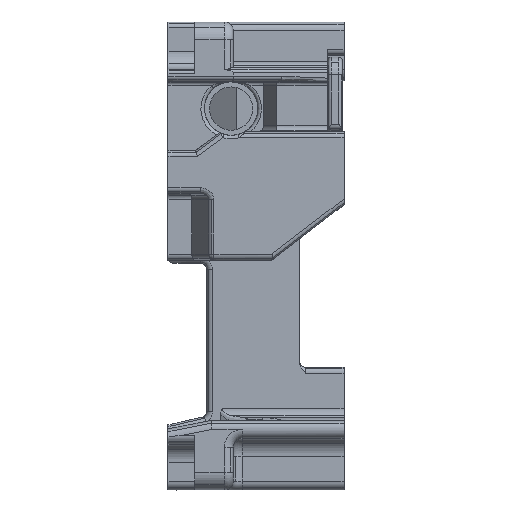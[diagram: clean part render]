
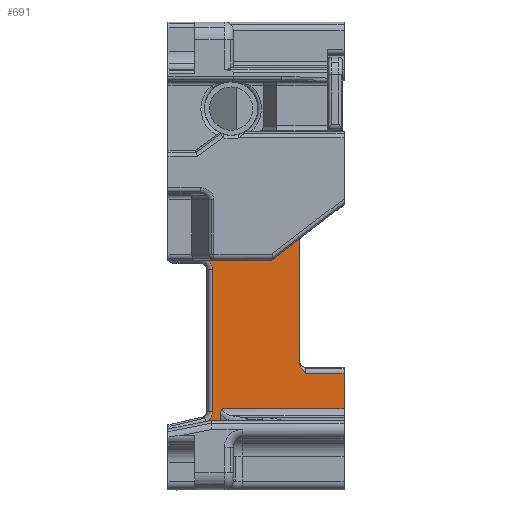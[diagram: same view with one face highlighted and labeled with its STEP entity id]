
A CAD part, left-side view. The second image highlights one B-rep face of the part: STEP entity #691.
In plain terms, the highlighted planar face has unit normal (-1, 0, 0).
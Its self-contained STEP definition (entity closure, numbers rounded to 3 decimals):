
#691=ADVANCED_FACE('0:30313',(#2215),#2216,.F.);
#2215=FACE_OUTER_BOUND('',#20323,.T.);
#2216=PLANE('',#20324);
#20323=EDGE_LOOP('',(#29764,#29765,#29766,#29767,#29768,#29769,#29770,#29771,#29772,#29773,#29774,#29775,#29776,#29777,#29778,#29779,#29780));
#20324=AXIS2_PLACEMENT_3D('',#29781,#29782,#29783);
#29764=ORIENTED_EDGE('',*,*,#32526,.F.);
#29765=ORIENTED_EDGE('',*,*,#33667,.T.);
#29766=ORIENTED_EDGE('',*,*,#33863,.F.);
#29767=ORIENTED_EDGE('',*,*,#33670,.F.);
#29768=ORIENTED_EDGE('',*,*,#33862,.F.);
#29769=ORIENTED_EDGE('',*,*,#33864,.T.);
#29770=ORIENTED_EDGE('',*,*,#33865,.F.);
#29771=ORIENTED_EDGE('',*,*,#33596,.F.);
#29772=ORIENTED_EDGE('',*,*,#32601,.F.);
#29773=ORIENTED_EDGE('',*,*,#33589,.F.);
#29774=ORIENTED_EDGE('',*,*,#32605,.F.);
#29775=ORIENTED_EDGE('',*,*,#33583,.F.);
#29776=ORIENTED_EDGE('',*,*,#33579,.F.);
#29777=ORIENTED_EDGE('',*,*,#33578,.T.);
#29778=ORIENTED_EDGE('',*,*,#33575,.F.);
#29779=ORIENTED_EDGE('',*,*,#33657,.F.);
#29780=ORIENTED_EDGE('',*,*,#33866,.F.);
#29781=CARTESIAN_POINT('',(82.75,-27.55,35.94));
#29782=DIRECTION('',(1.0,0.0,0.0));
#29783=DIRECTION('',(0.0,-1.0,0.0));
#32526=EDGE_CURVE('0:33169',#35334,#35336,#35337,.T.);
#32601=EDGE_CURVE('0:32914',#35484,#35486,#35487,.T.);
#32605=EDGE_CURVE('0:32896',#35492,#35494,#35495,.T.);
#33575=EDGE_CURVE('0:32851',#37035,#37036,#37037,.F.);
#33578=EDGE_CURVE('0:32860',#36904,#37036,#37040,.T.);
#33579=EDGE_CURVE('0:32863',#36904,#37041,#37042,.T.);
#33583=EDGE_CURVE('0:32878',#37041,#35492,#37046,.T.);
#33589=EDGE_CURVE('0:32899',#35494,#35484,#37053,.T.);
#33596=EDGE_CURVE('0:32923',#35486,#37059,#37062,.T.);
#33657=EDGE_CURVE('0:33163',#37142,#37035,#37144,.T.);
#33667=EDGE_CURVE('0:33202',#35334,#37157,#37158,.F.);
#33670=EDGE_CURVE('0:33217',#37160,#37162,#37163,.T.);
#33862=EDGE_CURVE('0:33943',#37419,#37160,#37421,.T.);
#33863=EDGE_CURVE('0:33946',#37162,#37157,#37422,.F.);
#33864=EDGE_CURVE('0:33949',#37419,#37423,#37424,.T.);
#33865=EDGE_CURVE('0:33952',#37059,#37423,#37425,.T.);
#33866=EDGE_CURVE('0:33955',#35336,#37142,#37426,.F.);
#35334=VERTEX_POINT('',#40071);
#35336=VERTEX_POINT('',#40073);
#35337=LINE('',#40074,#40075);
#35484=VERTEX_POINT('',#40387);
#35486=VERTEX_POINT('',#40389);
#35487=LINE('',#40390,#40391);
#35492=VERTEX_POINT('',#40397);
#35494=VERTEX_POINT('',#40399);
#35495=LINE('',#40400,#40401);
#36904=VERTEX_POINT('',#43645);
#37035=VERTEX_POINT('',#44211);
#37036=VERTEX_POINT('',#44212);
#37037=B_SPLINE_CURVE_WITH_KNOTS('',3,(#44213,#44214,#44215,#44216,#44217,#44218,#44219,#44220,#44221,#44222,#44223,#44224),.UNSPECIFIED.,.F.,.F.,(4,2,2,2,2,4),(0.0,0.,0.,0.001,0.001,0.001),.UNSPECIFIED.);
#37040=LINE('',#44261,#44262);
#37041=VERTEX_POINT('',#44263);
#37042=LINE('',#44264,#44265);
#37046=LINE('',#44271,#44272);
#37053=CIRCLE('',#44304,2.0);
#37059=VERTEX_POINT('',#44317);
#37062=CIRCLE('',#44320,2.);
#37142=VERTEX_POINT('',#44438);
#37144=LINE('',#44440,#44441);
#37157=VERTEX_POINT('',#44457);
#37158=B_SPLINE_CURVE_WITH_KNOTS('',3,(#44458,#44459,#44460,#44461,#44462,#44463,#44464,#44465,#44466,#44467,#44468,#44469,#44470,#44471,#44472,#44473),.UNSPECIFIED.,.F.,.F.,(4,3,3,3,3,4),(0.005,0.006,0.006,0.007,0.007,0.007),.UNSPECIFIED.);
#37160=VERTEX_POINT('',#44475);
#37162=VERTEX_POINT('',#44477);
#37163=LINE('',#44478,#44479);
#37419=VERTEX_POINT('',#45143);
#37421=ELLIPSE('',#45156,3.438,2.0);
#37422=LINE('',#45157,#45158);
#37423=VERTEX_POINT('',#45159);
#37424=LINE('',#45160,#45161);
#37425=LINE('',#45162,#45163);
#37426=LINE('',#45164,#45165);
#40071=CARTESIAN_POINT('',(82.75,-26.48,19.502));
#40073=CARTESIAN_POINT('',(82.75,-32.98,19.502));
#40074=CARTESIAN_POINT('',(82.75,-27.765,19.502));
#40075=VECTOR('',#47896,1.0);
#40387=CARTESIAN_POINT('',(82.75,-10.8,13.0));
#40389=CARTESIAN_POINT('',(82.75,-10.8,36.995));
#40390=CARTESIAN_POINT('',(82.75,-10.8,20.095));
#40391=VECTOR('',#48026,1.0);
#40397=CARTESIAN_POINT('',(82.75,-3.3,9.752));
#40399=CARTESIAN_POINT('',(82.75,-9.754,11.242));
#40400=CARTESIAN_POINT('',(82.75,-32.571,16.51));
#40401=VECTOR('',#48034,1.0);
#43645=CARTESIAN_POINT('',(82.75,-12.187,4.8));
#44211=CARTESIAN_POINT('',(82.75,-12.449,13.5));
#44212=CARTESIAN_POINT('',(82.75,-12.187,12.71));
#44213=CARTESIAN_POINT('',(82.75,-12.187,12.71));
#44214=CARTESIAN_POINT('',(82.75,-12.187,12.734));
#44215=CARTESIAN_POINT('',(82.75,-12.188,12.758));
#44216=CARTESIAN_POINT('',(82.75,-12.192,12.86));
#44217=CARTESIAN_POINT('',(82.75,-12.202,12.937));
#44218=CARTESIAN_POINT('',(82.75,-12.234,13.082));
#44219=CARTESIAN_POINT('',(82.75,-12.254,13.148));
#44220=CARTESIAN_POINT('',(82.75,-12.336,13.352));
#44221=CARTESIAN_POINT('',(82.75,-12.404,13.445));
#44222=CARTESIAN_POINT('',(82.75,-12.447,13.498));
#44223=CARTESIAN_POINT('',(82.75,-12.448,13.499));
#44224=CARTESIAN_POINT('',(82.75,-12.449,13.5));
#44261=CARTESIAN_POINT('',(82.75,-12.187,23.97));
#44262=VECTOR('',#49720,1.0);
#44263=CARTESIAN_POINT('',(82.75,-3.3,4.8));
#44264=CARTESIAN_POINT('',(82.75,-17.425,4.8));
#44265=VECTOR('',#49721,1.0);
#44271=CARTESIAN_POINT('',(82.75,-3.3,8.125));
#44272=VECTOR('',#49727,1.0);
#44304=AXIS2_PLACEMENT_3D('',#49736,#49737,#49738);
#44317=CARTESIAN_POINT('',(82.75,-8.8,38.995));
#44320=AXIS2_PLACEMENT_3D('',#49752,#49753,#49754);
#44438=CARTESIAN_POINT('',(82.75,-32.98,13.5));
#44440=CARTESIAN_POINT('',(82.75,-30.515,13.5));
#44441=VECTOR('',#49859,1.0);
#44457=CARTESIAN_POINT('',(82.75,-25.48,21.234));
#44458=CARTESIAN_POINT('',(82.75,-25.48,21.234));
#44459=CARTESIAN_POINT('',(82.75,-25.48,21.055));
#44460=CARTESIAN_POINT('',(82.75,-25.521,20.856));
#44461=CARTESIAN_POINT('',(82.75,-25.591,20.677));
#44462=CARTESIAN_POINT('',(82.75,-25.627,20.584));
#44463=CARTESIAN_POINT('',(82.75,-25.669,20.499));
#44464=CARTESIAN_POINT('',(82.75,-25.716,20.417));
#44465=CARTESIAN_POINT('',(82.75,-25.85,20.181));
#44466=CARTESIAN_POINT('',(82.75,-26.046,19.948));
#44467=CARTESIAN_POINT('',(82.75,-26.246,19.74));
#44468=CARTESIAN_POINT('',(82.75,-26.323,19.659));
#44469=CARTESIAN_POINT('',(82.75,-26.4,19.582));
#44470=CARTESIAN_POINT('',(82.75,-26.474,19.509));
#44471=CARTESIAN_POINT('',(82.75,-26.476,19.507));
#44472=CARTESIAN_POINT('',(82.75,-26.478,19.504));
#44473=CARTESIAN_POINT('',(82.75,-26.48,19.502));
#44475=CARTESIAN_POINT('',(82.75,-5.652,47.352));
#44477=CARTESIAN_POINT('',(82.75,-25.48,47.352));
#44478=CARTESIAN_POINT('',(82.75,-30.265,47.352));
#44479=VECTOR('',#49887,1.0);
#45143=CARTESIAN_POINT('',(82.75,-3.3,48.162));
#45156=AXIS2_PLACEMENT_3D('',#50240,#50241,#50242);
#45157=CARTESIAN_POINT('',(82.75,-25.48,53.22));
#45158=VECTOR('',#50243,1.0);
#45159=CARTESIAN_POINT('',(82.75,-3.3,38.995));
#45160=CARTESIAN_POINT('',(82.75,-3.3,53.07));
#45161=VECTOR('',#50244,1.0);
#45162=CARTESIAN_POINT('',(82.75,-3.3,38.995));
#45163=VECTOR('',#50245,1.0);
#45164=CARTESIAN_POINT('',(82.75,-32.98,53.22));
#45165=VECTOR('',#50246,1.0);
#47896=DIRECTION('',(0.0,-1.0,0.0));
#48026=DIRECTION('',(0.0,0.0,1.0));
#48034=DIRECTION('',(0.0,-0.974,0.225));
#49720=DIRECTION('',(0.0,0.0,1.0));
#49721=DIRECTION('',(0.0,1.0,0.0));
#49727=DIRECTION('',(0.0,0.0,1.0));
#49736=CARTESIAN_POINT('',(82.75,-8.8,13.0));
#49737=DIRECTION('',(-1.0,0.,0.));
#49738=DIRECTION('',(0.,-1.0,0.));
#49752=CARTESIAN_POINT('',(82.75,-8.8,36.995));
#49753=DIRECTION('',(-1.0,0.0,0.0));
#49754=DIRECTION('',(0.0,1.0,0.0));
#49859=DIRECTION('',(0.0,1.0,0.0));
#49887=DIRECTION('',(-0.0,-1.0,-0.0));
#50240=CARTESIAN_POINT('',(82.75,-6.37,49.424));
#50241=DIRECTION('',(-1.0,0.0,-0.0));
#50242=DIRECTION('',(0.0,0.981,-0.194));
#50243=DIRECTION('',(0.0,0.0,1.0));
#50244=DIRECTION('',(0.0,0.0,-1.0));
#50245=DIRECTION('',(0.0,1.0,0.0));
#50246=DIRECTION('',(0.0,0.0,1.0));
